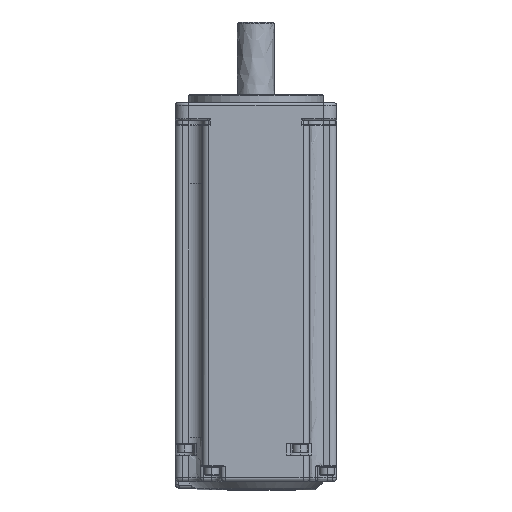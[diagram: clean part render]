
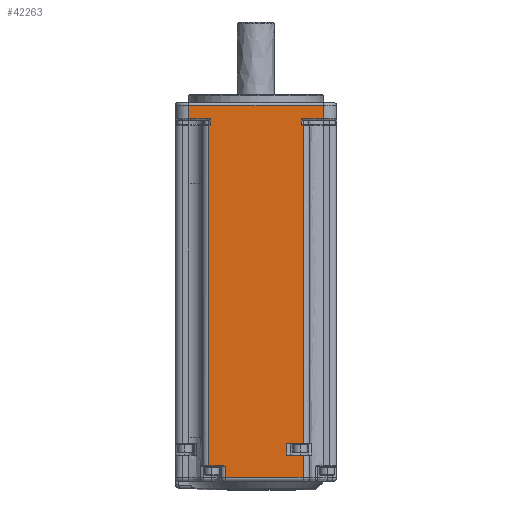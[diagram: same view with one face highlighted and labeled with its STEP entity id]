
A CAD part, front view. The second image highlights one B-rep face of the part: STEP entity #42263.
In plain terms, the highlighted free-form (B-spline) face has degree [1, 1] with [2, 2] control points.
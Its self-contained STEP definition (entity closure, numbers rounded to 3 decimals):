
#11421=CARTESIAN_POINT('',(17.5,-30.,-112.6));
#11422=VERTEX_POINT('',#11421);
#11448=CARTESIAN_POINT('',(-11.5,-30.,-112.6));
#11449=VERTEX_POINT('',#11448);
#11450=CARTESIAN_POINT('',(-11.5,-30.,-112.6));
#11451=CARTESIAN_POINT('',(17.5,-30.,-112.6));
#11452=B_SPLINE_CURVE_WITH_KNOTS('',1,(#11450,#11451),.POLYLINE_FORM.,.F.,.U.,(2,2),(0.,1.),.UNSPECIFIED.);
#11453=EDGE_CURVE('',#11449,#11422,#11452,.T.);
#12291=CARTESIAN_POINT('',(-17.5,-30.,-108.1));
#12292=VERTEX_POINT('',#12291);
#12308=CARTESIAN_POINT('',(-12.597,-30.,-108.1));
#12309=VERTEX_POINT('',#12308);
#12316=CARTESIAN_POINT('',(-17.5,-30.,-108.1));
#12317=CARTESIAN_POINT('',(-12.597,-30.,-108.1));
#12318=B_SPLINE_CURVE_WITH_KNOTS('',1,(#12316,#12317),.POLYLINE_FORM.,.F.,.U.,(2,2),(0.,1.),.UNSPECIFIED.);
#12319=EDGE_CURVE('',#12292,#12309,#12318,.T.);
#12512=CARTESIAN_POINT('',(-11.5,-30.,-108.3));
#12513=VERTEX_POINT('',#12512);
#12523=CARTESIAN_POINT('',(-12.597,-30.,-108.1));
#12524=CARTESIAN_POINT('',(-12.364,-30.,-108.1));
#12525=CARTESIAN_POINT('',(-11.542,-30.,-108.25));
#12526=CARTESIAN_POINT('',(-11.5,-30.,-108.3));
#12527=B_SPLINE_CURVE_WITH_KNOTS('',3,(#12523,#12524,#12525,#12526),.UNSPECIFIED.,.F.,.U.,(4,4),(0.,1.),.UNSPECIFIED.);
#12528=EDGE_CURVE('',#12309,#12513,#12527,.T.);
#12561=CARTESIAN_POINT('',(-11.5,-30.,-108.3));
#12562=CARTESIAN_POINT('',(-11.5,-30.,-112.6));
#12563=B_SPLINE_CURVE_WITH_KNOTS('',1,(#12561,#12562),.POLYLINE_FORM.,.F.,.U.,(2,2),(0.,1.),.UNSPECIFIED.);
#12564=EDGE_CURVE('',#12513,#11449,#12563,.T.);
#12578=CARTESIAN_POINT('',(17.5,-30.,-104.1));
#12579=VERTEX_POINT('',#12578);
#12586=CARTESIAN_POINT('',(17.5,-30.,-112.6));
#12587=CARTESIAN_POINT('',(17.5,-30.,-104.1));
#12588=B_SPLINE_CURVE_WITH_KNOTS('',1,(#12586,#12587),.POLYLINE_FORM.,.F.,.U.,(2,2),(0.,1.),.UNSPECIFIED.);
#12589=EDGE_CURVE('',#11422,#12579,#12588,.T.);
#12637=CARTESIAN_POINT('',(11.5,-30.,-104.1));
#12638=VERTEX_POINT('',#12637);
#12645=CARTESIAN_POINT('',(17.5,-30.,-104.1));
#12646=CARTESIAN_POINT('',(11.5,-30.,-104.1));
#12647=B_SPLINE_CURVE_WITH_KNOTS('',1,(#12645,#12646),.POLYLINE_FORM.,.F.,.U.,(2,2),(0.,1.),.UNSPECIFIED.);
#12648=EDGE_CURVE('',#12579,#12638,#12647,.T.);
#12681=CARTESIAN_POINT('',(11.5,-30.,-99.8));
#12682=VERTEX_POINT('',#12681);
#12689=CARTESIAN_POINT('',(11.5,-30.,-104.1));
#12690=CARTESIAN_POINT('',(11.5,-30.,-99.8));
#12691=B_SPLINE_CURVE_WITH_KNOTS('',1,(#12689,#12690),.POLYLINE_FORM.,.F.,.U.,(2,2),(0.,1.),.UNSPECIFIED.);
#12692=EDGE_CURVE('',#12638,#12682,#12691,.T.);
#12712=CARTESIAN_POINT('',(17.5,-30.,-99.8));
#12713=VERTEX_POINT('',#12712);
#12720=CARTESIAN_POINT('',(11.5,-30.,-99.8));
#12721=CARTESIAN_POINT('',(17.5,-30.,-99.8));
#12722=B_SPLINE_CURVE_WITH_KNOTS('',1,(#12720,#12721),.POLYLINE_FORM.,.F.,.U.,(2,2),(0.,0.171),.UNSPECIFIED.);
#12723=EDGE_CURVE('',#12682,#12713,#12722,.T.);
#41139=CARTESIAN_POINT('',(-25.,-30.,21.));
#41140=VERTEX_POINT('',#41139);
#41147=CARTESIAN_POINT('',(-25.,-30.,26.));
#41148=VERTEX_POINT('',#41147);
#41149=CARTESIAN_POINT('',(-25.,-30.,21.));
#41150=CARTESIAN_POINT('',(-25.,-30.,26.));
#41151=B_SPLINE_CURVE_WITH_KNOTS('',1,(#41149,#41150),.POLYLINE_FORM.,.F.,.U.,(2,2),(0.,1.),.UNSPECIFIED.);
#41152=EDGE_CURVE('',#41140,#41148,#41151,.T.);
#42181=CARTESIAN_POINT('',(-25.,-30.,26.));
#42182=CARTESIAN_POINT('',(25.,-30.,26.));
#42183=CARTESIAN_POINT('',(-25.,-30.,-112.6));
#42184=CARTESIAN_POINT('',(25.,-30.,-112.6));
#42185=B_SPLINE_SURFACE_WITH_KNOTS('',1,1,((#42181,#42182),(#42183,#42184)),.PLANE_SURF.,.F.,.F.,.U.,(2,2),(2,2),(0.,1.),(0.,1.),.UNSPECIFIED.);
#42186=CARTESIAN_POINT('',(17.5,-30.,18.5));
#42187=VERTEX_POINT('',#42186);
#42188=CARTESIAN_POINT('',(17.,-30.,18.5));
#42189=VERTEX_POINT('',#42188);
#42190=CARTESIAN_POINT('',(17.5,-30.,18.5));
#42191=CARTESIAN_POINT('',(17.,-30.,18.5));
#42192=B_SPLINE_CURVE_WITH_KNOTS('',1,(#42190,#42191),.POLYLINE_FORM.,.F.,.U.,(2,2),(0.,1.),.UNSPECIFIED.);
#42193=EDGE_CURVE('',#42187,#42189,#42192,.T.);
#42194=ORIENTED_EDGE('',*,*,#42193,.T.);
#42195=CARTESIAN_POINT('',(17.,-30.,21.));
#42196=VERTEX_POINT('',#42195);
#42197=CARTESIAN_POINT('',(17.,-30.,18.5));
#42198=CARTESIAN_POINT('',(17.,-30.,21.));
#42199=B_SPLINE_CURVE_WITH_KNOTS('',1,(#42197,#42198),.POLYLINE_FORM.,.F.,.U.,(2,2),(0.,1.),.UNSPECIFIED.);
#42200=EDGE_CURVE('',#42189,#42196,#42199,.T.);
#42201=ORIENTED_EDGE('',*,*,#42200,.T.);
#42202=CARTESIAN_POINT('',(25.,-30.,21.));
#42203=VERTEX_POINT('',#42202);
#42204=CARTESIAN_POINT('',(17.,-30.,21.));
#42205=CARTESIAN_POINT('',(25.,-30.,21.));
#42206=B_SPLINE_CURVE_WITH_KNOTS('',1,(#42204,#42205),.POLYLINE_FORM.,.F.,.U.,(2,2),(0.,1.),.UNSPECIFIED.);
#42207=EDGE_CURVE('',#42196,#42203,#42206,.T.);
#42208=ORIENTED_EDGE('',*,*,#42207,.T.);
#42209=CARTESIAN_POINT('',(25.,-30.,26.));
#42210=VERTEX_POINT('',#42209);
#42211=CARTESIAN_POINT('',(25.,-30.,21.));
#42212=CARTESIAN_POINT('',(25.,-30.,26.));
#42213=B_SPLINE_CURVE_WITH_KNOTS('',1,(#42211,#42212),.POLYLINE_FORM.,.F.,.U.,(2,2),(0.,1.),.UNSPECIFIED.);
#42214=EDGE_CURVE('',#42203,#42210,#42213,.T.);
#42215=ORIENTED_EDGE('',*,*,#42214,.T.);
#42216=CARTESIAN_POINT('',(25.,-30.,26.));
#42217=CARTESIAN_POINT('',(-25.,-30.,26.));
#42218=B_SPLINE_CURVE_WITH_KNOTS('',1,(#42216,#42217),.POLYLINE_FORM.,.F.,.U.,(2,2),(0.,1.),.UNSPECIFIED.);
#42219=EDGE_CURVE('',#42210,#41148,#42218,.T.);
#42220=ORIENTED_EDGE('',*,*,#42219,.T.);
#42221=ORIENTED_EDGE('',*,*,#41152,.F.);
#42222=CARTESIAN_POINT('',(-17.,-30.,21.));
#42223=VERTEX_POINT('',#42222);
#42224=CARTESIAN_POINT('',(-25.,-30.,21.));
#42225=CARTESIAN_POINT('',(-17.,-30.,21.));
#42226=B_SPLINE_CURVE_WITH_KNOTS('',1,(#42224,#42225),.POLYLINE_FORM.,.F.,.U.,(2,2),(0.,1.),.UNSPECIFIED.);
#42227=EDGE_CURVE('',#41140,#42223,#42226,.T.);
#42228=ORIENTED_EDGE('',*,*,#42227,.T.);
#42229=CARTESIAN_POINT('',(-17.,-30.,18.5));
#42230=VERTEX_POINT('',#42229);
#42231=CARTESIAN_POINT('',(-17.,-30.,21.));
#42232=CARTESIAN_POINT('',(-17.,-30.,18.5));
#42233=B_SPLINE_CURVE_WITH_KNOTS('',1,(#42231,#42232),.POLYLINE_FORM.,.F.,.U.,(2,2),(0.,1.),.UNSPECIFIED.);
#42234=EDGE_CURVE('',#42223,#42230,#42233,.T.);
#42235=ORIENTED_EDGE('',*,*,#42234,.T.);
#42236=CARTESIAN_POINT('',(-17.5,-30.,18.5));
#42237=VERTEX_POINT('',#42236);
#42238=CARTESIAN_POINT('',(-17.,-30.,18.5));
#42239=CARTESIAN_POINT('',(-17.5,-30.,18.5));
#42240=B_SPLINE_CURVE_WITH_KNOTS('',1,(#42238,#42239),.POLYLINE_FORM.,.F.,.U.,(2,2),(0.,1.),.UNSPECIFIED.);
#42241=EDGE_CURVE('',#42230,#42237,#42240,.T.);
#42242=ORIENTED_EDGE('',*,*,#42241,.T.);
#42243=CARTESIAN_POINT('',(-17.5,-30.,-108.1));
#42244=CARTESIAN_POINT('',(-17.5,-30.,18.5));
#42245=B_SPLINE_CURVE_WITH_KNOTS('',1,(#42243,#42244),.POLYLINE_FORM.,.F.,.U.,(2,2),(0.,1.),.UNSPECIFIED.);
#42246=EDGE_CURVE('',#12292,#42237,#42245,.T.);
#42247=ORIENTED_EDGE('',*,*,#42246,.F.);
#42248=ORIENTED_EDGE('',*,*,#12319,.T.);
#42249=ORIENTED_EDGE('',*,*,#12528,.T.);
#42250=ORIENTED_EDGE('',*,*,#12564,.T.);
#42251=ORIENTED_EDGE('',*,*,#11453,.T.);
#42252=ORIENTED_EDGE('',*,*,#12589,.T.);
#42253=ORIENTED_EDGE('',*,*,#12648,.T.);
#42254=ORIENTED_EDGE('',*,*,#12692,.T.);
#42255=ORIENTED_EDGE('',*,*,#12723,.T.);
#42256=CARTESIAN_POINT('',(17.5,-30.,-99.8));
#42257=CARTESIAN_POINT('',(17.5,-30.,18.5));
#42258=B_SPLINE_CURVE_WITH_KNOTS('',1,(#42256,#42257),.POLYLINE_FORM.,.F.,.U.,(2,2),(0.,1.),.UNSPECIFIED.);
#42259=EDGE_CURVE('',#12713,#42187,#42258,.T.);
#42260=ORIENTED_EDGE('',*,*,#42259,.T.);
#42261=EDGE_LOOP('',(#42194,#42201,#42208,#42215,#42220,#42221,#42228,#42235,#42242,#42247,#42248,#42249,#42250,#42251,#42252,#42253,#42254,#42255,#42260));
#42262=FACE_OUTER_BOUND('',#42261,.T.);
#42263=ADVANCED_FACE('',(#42262),#42185,.T.);
